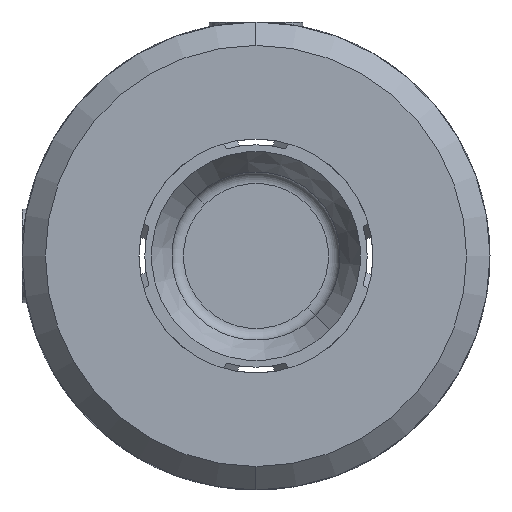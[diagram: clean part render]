
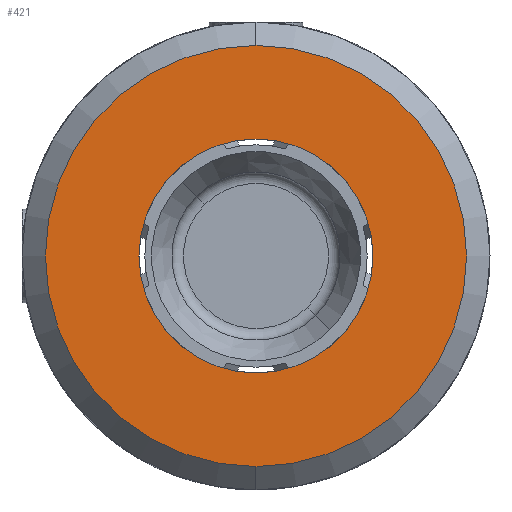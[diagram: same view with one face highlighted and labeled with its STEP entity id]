
A CAD part, left-side view. The second image highlights one B-rep face of the part: STEP entity #421.
In plain terms, the highlighted planar face has unit normal (-1, 0, 0).
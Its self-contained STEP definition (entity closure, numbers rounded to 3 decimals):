
#421=ADVANCED_FACE('',(#825,#826),#827,.T.);
#825=FACE_BOUND('',#1260,.T.);
#826=FACE_OUTER_BOUND('',#1261,.T.);
#827=PLANE('',#1262);
#1260=EDGE_LOOP('',(#2095,#2096,#2097));
#1261=EDGE_LOOP('',(#2098,#2099));
#1262=AXIS2_PLACEMENT_3D('',#2100,#2101,#2102);
#2095=ORIENTED_EDGE('',*,*,#2892,.T.);
#2096=ORIENTED_EDGE('',*,*,#2930,.T.);
#2097=ORIENTED_EDGE('',*,*,#2893,.T.);
#2098=ORIENTED_EDGE('',*,*,#2870,.T.);
#2099=ORIENTED_EDGE('',*,*,#2943,.T.);
#2100=CARTESIAN_POINT('',(-15.0,0.0,4.5));
#2101=DIRECTION('',(-1.0,0.0,0.0));
#2102=DIRECTION('',(0.0,0.0,1.0));
#2870=EDGE_CURVE('',#3428,#3432,#3434,.T.);
#2892=EDGE_CURVE('',#3471,#3468,#3472,.T.);
#2893=EDGE_CURVE('',#3473,#3471,#3474,.T.);
#2930=EDGE_CURVE('',#3468,#3473,#3529,.T.);
#2943=EDGE_CURVE('',#3432,#3428,#3542,.T.);
#3428=VERTEX_POINT('',#4505);
#3432=VERTEX_POINT('',#4510);
#3434=CIRCLE('',#4513,9.0);
#3468=VERTEX_POINT('',#4638);
#3471=VERTEX_POINT('',#4642);
#3472=CIRCLE('',#4643,5.0);
#3473=VERTEX_POINT('',#4644);
#3474=CIRCLE('',#4645,5.0);
#3529=CIRCLE('',#4794,5.0);
#3542=CIRCLE('',#4807,9.0);
#4505=CARTESIAN_POINT('',(-15.0,0.0,9.0));
#4510=CARTESIAN_POINT('',(-15.0,0.,-9.0));
#4513=AXIS2_PLACEMENT_3D('',#5519,#5520,#5521);
#4638=CARTESIAN_POINT('',(-15.0,0.,-5.0));
#4642=CARTESIAN_POINT('',(-15.0,-5.0,0.0));
#4643=AXIS2_PLACEMENT_3D('',#5544,#5545,#5546);
#4644=CARTESIAN_POINT('',(-15.0,0.,5.0));
#4645=AXIS2_PLACEMENT_3D('',#5547,#5548,#5549);
#4794=AXIS2_PLACEMENT_3D('',#5601,#5602,#5603);
#4807=AXIS2_PLACEMENT_3D('',#5622,#5623,#5624);
#5519=CARTESIAN_POINT('',(-15.0,0.0,0.0));
#5520=DIRECTION('',(-1.0,0.0,0.0));
#5521=DIRECTION('',(0.0,0.0,1.0));
#5544=CARTESIAN_POINT('',(-15.0,0.0,0.0));
#5545=DIRECTION('',(1.0,0.0,-0.0));
#5546=DIRECTION('',(0.0,-1.0,0.0));
#5547=CARTESIAN_POINT('',(-15.0,0.0,0.0));
#5548=DIRECTION('',(1.0,0.0,-0.0));
#5549=DIRECTION('',(0.0,-1.0,0.0));
#5601=CARTESIAN_POINT('',(-15.0,0.0,0.0));
#5602=DIRECTION('',(1.0,0.0,-0.0));
#5603=DIRECTION('',(0.0,-1.0,0.0));
#5622=CARTESIAN_POINT('',(-15.0,0.0,0.0));
#5623=DIRECTION('',(-1.0,0.0,0.0));
#5624=DIRECTION('',(0.0,0.0,1.0));
